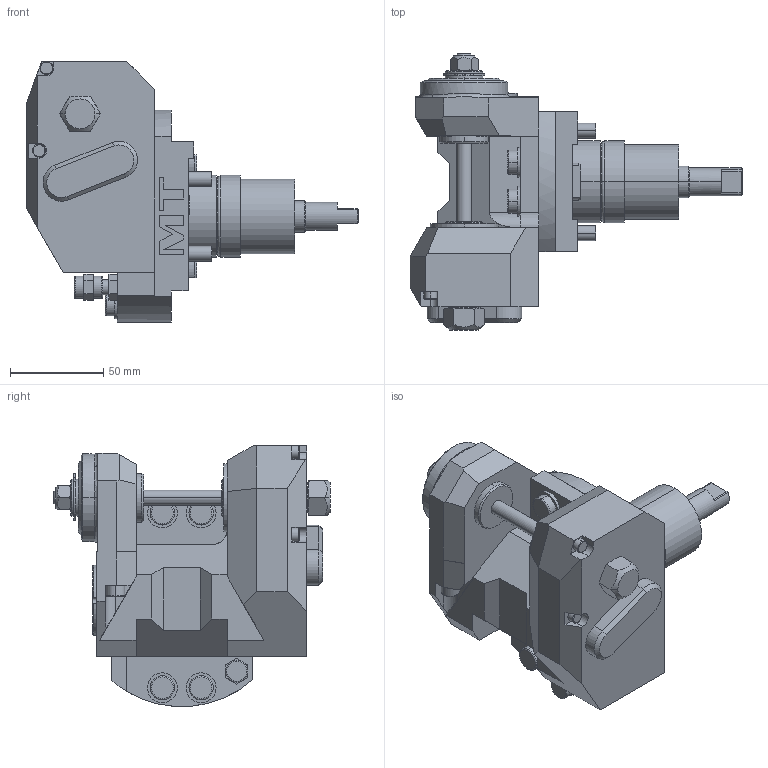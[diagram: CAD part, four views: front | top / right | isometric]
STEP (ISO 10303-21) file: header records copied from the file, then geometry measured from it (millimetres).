
FILE_DESCRIPTION((''),'2;1');
FILE_NAME('NKM1072108_CONF','2023-06-15T10:47:07',('gvalli'),('M.T. srl'),'CREO PARAMETRIC BY PTC INC, 2021072','CREO PARAMETRIC BY PTC INC, 2021072','');
FILE_SCHEMA(('CONFIG_CONTROL_DESIGN'));
Length unit declared in the file: millimetre
Products named in the file (1): NKM1072108_CONF
Bounding box: 178 x 148 x 139.87 mm (x, y, z)
Volume: 862799.9 mm3; surface area: 83800.2 mm2
Topology: 1 solids, 1 shells, 383 faces, 946 edges, 611 vertices
Faces by surface type: plane 221, cylinder 100, cone 34, torus 24, extrusion 4
Entity records: 12105 total; most frequent: CARTESIAN_POINT 2833, DIRECTION 1935, ORIENTED_EDGE 1892, EDGE_CURVE 946, AXIS2_PLACEMENT_3D 671, VERTEX_POINT 611, VECTOR 593, LINE 589
